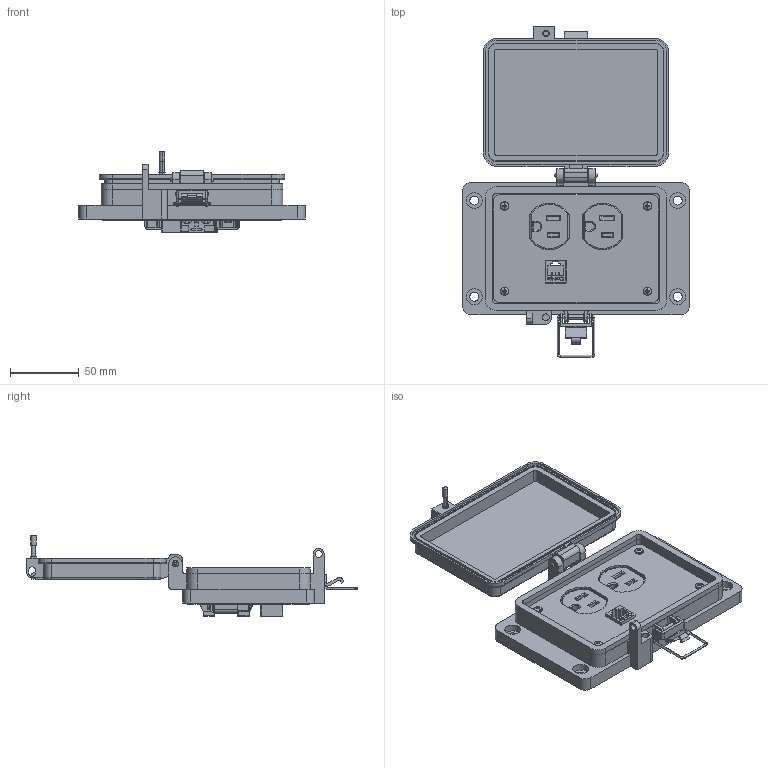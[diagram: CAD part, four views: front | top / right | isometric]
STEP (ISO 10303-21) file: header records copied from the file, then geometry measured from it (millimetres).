
FILE_DESCRIPTION (( 'STEP AP214' ), '1' );
FILE_NAME ('P-R2-M3RD0_3D.STEP', '2017-12-01T16:06:00', ( '' ), ( '' ), 'SwSTEP 2.0', 'SolidWorks 2017', '' );
FILE_SCHEMA (( 'AUTOMOTIVE_DESIGN' ));
Length unit declared in the file: millimetre
Products named in the file (13): 92005A124_METRIC PAN HEAD PHILLIPS MACHINE SCREW_92005A124; H-X-M3_B; R2; Z-300-RJ45CAT5; P-R2-M3RD0_FP060; 90480A005_LOW-STRENGTH STEEL HEX NUT_90480A005; 4-40 half inch flathead _90273A110; RD; Z-200-OTLT-RD_Removed tabs; 90272A106_ZINC-PLTD STL PAN HEAD PHILLIPS MACHINE SCREW_90272A106; P-R2-M3RD0_TP060; P-R2-M3RD0_BP180; P-R2-M3RD0_3D
Assembly tree (19 placements, depth 3):
  P-R2-M3RD0_3D
    P-R2-M3RD0_BP180
    P-R2-M3RD0_TP060
    90272A106_ZINC-PLTD STL PAN HEAD PHILLIPS MACHINE SCREW_90272A106  x3
    RD
      Z-200-OTLT-RD_Removed tabs
    4-40 half inch flathead _90273A110  x2
    90480A005_LOW-STRENGTH STEEL HEX NUT_90480A005  x2
    P-R2-M3RD0_FP060
    R2
      Z-300-RJ45CAT5
    H-X-M3_B
    92005A124_METRIC PAN HEAD PHILLIPS MACHINE SCREW_92005A124  x4
Bounding box: 164.96 x 240.59 x 58.72 mm (x, y, z)
Volume: 247825.3 mm3; surface area: 158461.7 mm2
Topology: 35 solids, 35 shells, 2922 faces, 8089 edges, 5262 vertices
Faces by surface type: cylinder 1379, plane 1043, bspline 224, cone 153, sphere 66, torus 57
Entity records: 86590 total; most frequent: CARTESIAN_POINT 25893, ORIENTED_EDGE 10996, DIRECTION 9172, EDGE_CURVE 5498, VERTEX_POINT 3568, LINE 3180, VECTOR 3180, AXIS2_PLACEMENT_3D 2996
